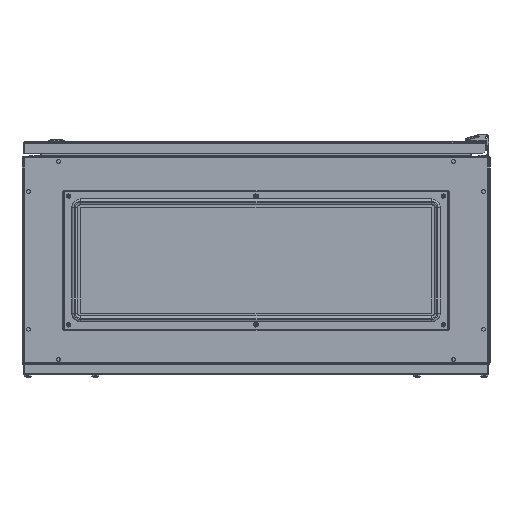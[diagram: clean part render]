
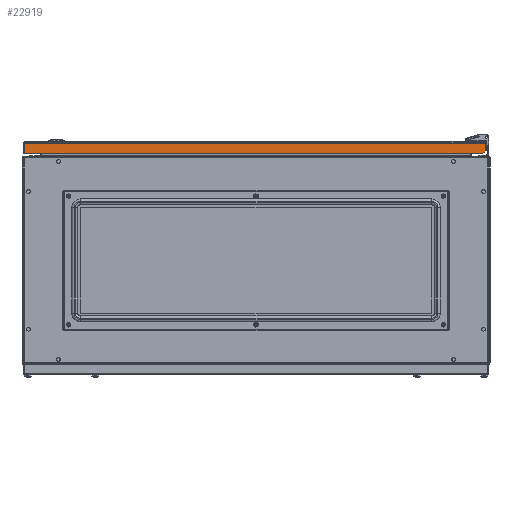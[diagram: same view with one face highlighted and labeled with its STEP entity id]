
A CAD part, front view. The second image highlights one B-rep face of the part: STEP entity #22919.
In plain terms, the highlighted face is planar.
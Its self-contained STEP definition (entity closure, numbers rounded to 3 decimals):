
#1586 = EDGE_CURVE ( 'NONE', #42138, #47357, #31040, .T. ) ;
#1776 = DIRECTION ( 'NONE',  ( 1., 0., 0. ) ) ;
#4374 = VECTOR ( 'NONE', #46052, 1000. ) ;
#5300 = AXIS2_PLACEMENT_3D ( 'NONE', #26062, #42313, #1776 ) ;
#8540 = DIRECTION ( 'NONE',  ( 0.707, -0.707, 0. ) ) ;
#10806 = PLANE ( 'NONE',  #5300 ) ;
#11273 = VERTEX_POINT ( 'NONE', #33223 ) ;
#11835 = VECTOR ( 'NONE', #16219, 1000. ) ;
#14136 = VECTOR ( 'NONE', #8540, 1000. ) ;
#16219 = DIRECTION ( 'NONE',  ( 1., 0., 0. ) ) ;
#18035 = LINE ( 'NONE', #38291, #4374 ) ;
#18100 = ORIENTED_EDGE ( 'NONE', *, *, #36904, .T. ) ;
#18446 = EDGE_CURVE ( 'NONE', #51266, #41846, #33411, .T. ) ;
#19562 = CARTESIAN_POINT ( 'NONE',  ( 663.854, 13.5, -1487.92 ) ) ;
#20558 = ORIENTED_EDGE ( 'NONE', *, *, #1586, .T. ) ;
#22919 = ADVANCED_FACE ( 'NONE', ( #47371 ), #10806, .F. ) ;
#22994 = CARTESIAN_POINT ( 'NONE',  ( 665.531, 18.5, -1487.92 ) ) ;
#26062 = CARTESIAN_POINT ( 'NONE',  ( 665.531, 18.5, -1487.92 ) ) ;
#26201 = CARTESIAN_POINT ( 'NONE',  ( 663.854, 0., -1487.92 ) ) ;
#27264 = LINE ( 'NONE', #22994, #51054 ) ;
#27715 = CARTESIAN_POINT ( 'NONE',  ( -124.793, 1., -1487.92 ) ) ;
#31040 = LINE ( 'NONE', #19562, #14136 ) ;
#31781 = ORIENTED_EDGE ( 'NONE', *, *, #18446, .F. ) ;
#33223 = CARTESIAN_POINT ( 'NONE',  ( -124.793, 18.5, -1487.92 ) ) ;
#33411 = LINE ( 'NONE', #49683, #11835 ) ;
#34617 = EDGE_CURVE ( 'NONE', #11273, #42138, #27264, .T. ) ;
#34800 = CARTESIAN_POINT ( 'NONE',  ( 663.854, 13.5, -1487.92 ) ) ;
#36904 = EDGE_CURVE ( 'NONE', #51266, #11273, #18035, .T. ) ;
#38291 = CARTESIAN_POINT ( 'NONE',  ( -124.793, 18.5, -1487.92 ) ) ;
#38296 = EDGE_LOOP ( 'NONE', ( #49603, #20558, #39137, #31781, #18100 ) ) ;
#38437 = DIRECTION ( 'NONE',  ( 0., 1., 0. ) ) ;
#38591 = VECTOR ( 'NONE', #38437, 1000. ) ;
#38923 = EDGE_CURVE ( 'NONE', #41846, #47357, #51494, .T. ) ;
#39137 = ORIENTED_EDGE ( 'NONE', *, *, #38923, .F. ) ;
#41846 = VERTEX_POINT ( 'NONE', #44816 ) ;
#42138 = VERTEX_POINT ( 'NONE', #51188 ) ;
#42313 = DIRECTION ( 'NONE',  ( 0., 0., 1. ) ) ;
#43512 = DIRECTION ( 'NONE',  ( 1., 0., 0. ) ) ;
#44816 = CARTESIAN_POINT ( 'NONE',  ( 663.854, 1., -1487.92 ) ) ;
#46052 = DIRECTION ( 'NONE',  ( 0., 1., 0. ) ) ;
#47357 = VERTEX_POINT ( 'NONE', #34800 ) ;
#47371 = FACE_OUTER_BOUND ( 'NONE', #38296, .T. ) ;
#49603 = ORIENTED_EDGE ( 'NONE', *, *, #34617, .T. ) ;
#49683 = CARTESIAN_POINT ( 'NONE',  ( 665.531, 1., -1487.92 ) ) ;
#51054 = VECTOR ( 'NONE', #43512, 1000. ) ;
#51188 = CARTESIAN_POINT ( 'NONE',  ( 658.854, 18.5, -1487.92 ) ) ;
#51266 = VERTEX_POINT ( 'NONE', #27715 ) ;
#51494 = LINE ( 'NONE', #26201, #38591 ) ;
